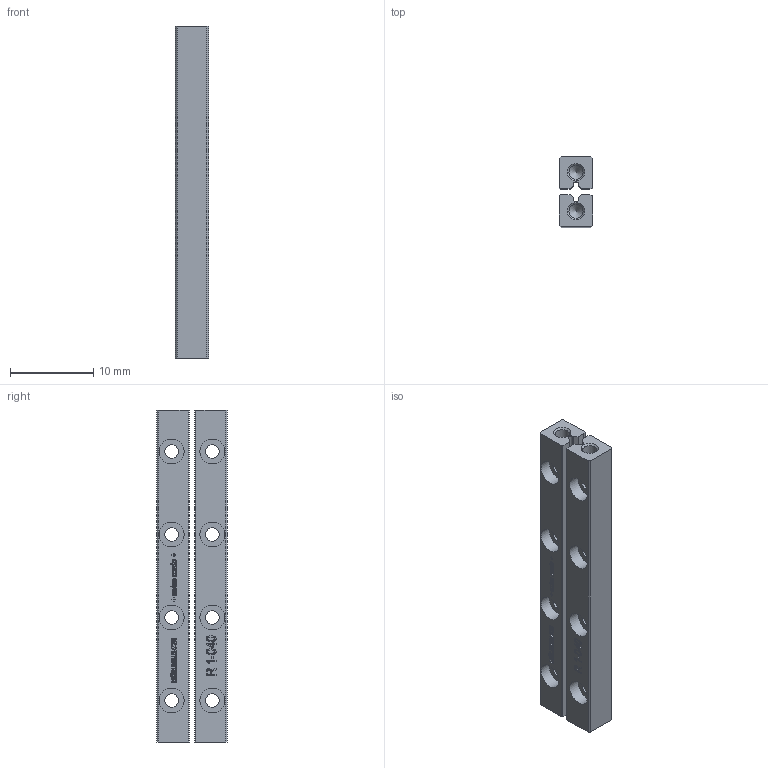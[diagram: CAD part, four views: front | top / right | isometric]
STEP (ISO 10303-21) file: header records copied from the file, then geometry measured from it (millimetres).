
FILE_DESCRIPTION(('FreeCAD Model'),'2;1');
FILE_NAME('R 1-040.step','2020-07-23T17:13:12',('Author'),(''), 'Open CASCADE STEP processor 6.8','FreeCAD','Unknown');
FILE_SCHEMA(('AUTOMOTIVE_DESIGN_CC2 { 1 2 10303 214 -1 1 5 4 }'));
Length unit declared in the file: millimetre
Products named in the file (2): ASSEMBLY; Cut001
Assembly tree (1 placements, depth 2):
  ASSEMBLY
    Cut001
Bounding box: 4 x 8.5 x 40 mm (x, y, z)
Volume: 1040.1 mm3; surface area: 1615.2 mm2
Topology: 2 solids, 2 shells, 587 faces, 1592 edges, 1056 vertices
Faces by surface type: extrusion 357, plane 192, cylinder 22, cone 16
Full cylindrical faces by diameter (mm): 1.65 x8, 1.7 x4, 3 x8
Entity records: 39391 total; most frequent: CARTESIAN_POINT 9876, DIRECTION 4201, VECTOR 3597, LINE 3240, ORIENTED_EDGE 3176, PCURVE 3176, DEFINITIONAL_REPRESENTATION 3176, B_SPLINE_CURVE_WITH_KNOTS 1785
